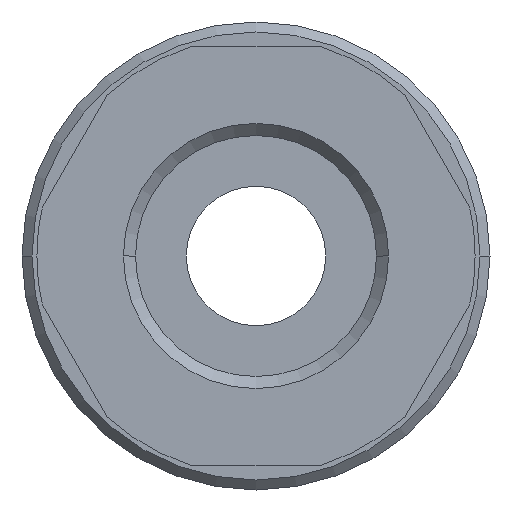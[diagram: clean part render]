
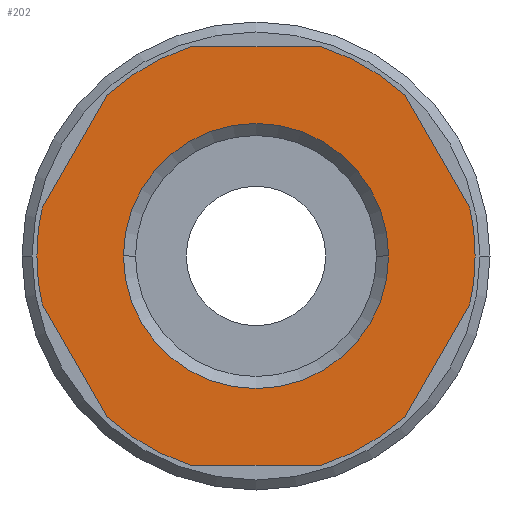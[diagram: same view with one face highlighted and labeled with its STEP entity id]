
A CAD part, front view. The second image highlights one B-rep face of the part: STEP entity #202.
In plain terms, the highlighted planar face has unit normal (0, -1, 0).
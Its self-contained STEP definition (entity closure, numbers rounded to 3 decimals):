
#202=ADVANCED_FACE('',(#469,#470),#471,.T.);
#469=FACE_BOUND('',#800,.T.);
#470=FACE_OUTER_BOUND('',#801,.T.);
#471=PLANE('',#802);
#800=EDGE_LOOP('',(#1311,#1312));
#801=EDGE_LOOP('',(#1313,#1314,#1315,#1316,#1317,#1318,#1319,#1320,#1321,#1322,#1323,#1324,#1325,#1326));
#802=AXIS2_PLACEMENT_3D('',#1327,#1328,#1329);
#1311=ORIENTED_EDGE('',*,*,#2044,.T.);
#1312=ORIENTED_EDGE('',*,*,#2045,.T.);
#1313=ORIENTED_EDGE('',*,*,#2022,.T.);
#1314=ORIENTED_EDGE('',*,*,#1909,.F.);
#1315=ORIENTED_EDGE('',*,*,#2046,.T.);
#1316=ORIENTED_EDGE('',*,*,#2047,.F.);
#1317=ORIENTED_EDGE('',*,*,#1982,.T.);
#1318=ORIENTED_EDGE('',*,*,#2048,.F.);
#1319=ORIENTED_EDGE('',*,*,#1939,.F.);
#1320=ORIENTED_EDGE('',*,*,#2001,.T.);
#1321=ORIENTED_EDGE('',*,*,#2049,.F.);
#1322=ORIENTED_EDGE('',*,*,#1902,.T.);
#1323=ORIENTED_EDGE('',*,*,#1900,.F.);
#1324=ORIENTED_EDGE('',*,*,#2050,.T.);
#1325=ORIENTED_EDGE('',*,*,#1962,.F.);
#1326=ORIENTED_EDGE('',*,*,#2051,.F.);
#1327=CARTESIAN_POINT('',(5.5,0.0,0.0));
#1328=DIRECTION('',(-0.0,-1.0,-0.0));
#1329=DIRECTION('',(-1.0,0.0,0.0));
#1900=EDGE_CURVE('',#2248,#2243,#2250,.T.);
#1902=EDGE_CURVE('',#2252,#2243,#2253,.T.);
#1909=EDGE_CURVE('',#2263,#2258,#2265,.T.);
#1939=EDGE_CURVE('',#2315,#2310,#2317,.T.);
#1962=EDGE_CURVE('',#2354,#2356,#2357,.T.);
#1982=EDGE_CURVE('',#2391,#2388,#2392,.T.);
#2001=EDGE_CURVE('',#2315,#2418,#2421,.T.);
#2022=EDGE_CURVE('',#2451,#2258,#2452,.T.);
#2044=EDGE_CURVE('',#2479,#2480,#2481,.T.);
#2045=EDGE_CURVE('',#2480,#2479,#2482,.T.);
#2046=EDGE_CURVE('',#2263,#2483,#2484,.T.);
#2047=EDGE_CURVE('',#2391,#2483,#2485,.T.);
#2048=EDGE_CURVE('',#2310,#2388,#2486,.T.);
#2049=EDGE_CURVE('',#2252,#2418,#2487,.T.);
#2050=EDGE_CURVE('',#2248,#2356,#2488,.T.);
#2051=EDGE_CURVE('',#2451,#2354,#2489,.T.);
#2243=VERTEX_POINT('',#2711);
#2248=VERTEX_POINT('',#2717);
#2250=CIRCLE('',#2720,11.0);
#2252=VERTEX_POINT('',#2722);
#2253=LINE('',#2723,#2724);
#2258=VERTEX_POINT('',#2731);
#2263=VERTEX_POINT('',#2737);
#2265=CIRCLE('',#2740,11.0);
#2310=VERTEX_POINT('',#2793);
#2315=VERTEX_POINT('',#2799);
#2317=CIRCLE('',#2802,11.0);
#2354=VERTEX_POINT('',#2891);
#2356=VERTEX_POINT('',#2894);
#2357=CIRCLE('',#2895,11.0);
#2388=VERTEX_POINT('',#2929);
#2391=VERTEX_POINT('',#2933);
#2392=LINE('',#2934,#2935);
#2418=VERTEX_POINT('',#2989);
#2421=LINE('',#2993,#2994);
#2451=VERTEX_POINT('',#3039);
#2452=LINE('',#3040,#3041);
#2479=VERTEX_POINT('',#3078);
#2480=VERTEX_POINT('',#3079);
#2481=CIRCLE('',#3080,6.655);
#2482=CIRCLE('',#3081,6.655);
#2483=VERTEX_POINT('',#3082);
#2484=LINE('',#3083,#3084);
#2485=CIRCLE('',#3085,11.0);
#2486=CIRCLE('',#3086,11.0);
#2487=CIRCLE('',#3087,11.0);
#2488=LINE('',#3088,#3089);
#2489=CIRCLE('',#3090,11.0);
#2711=CARTESIAN_POINT('',(-3.279,0.0,10.5));
#2717=CARTESIAN_POINT('',(-7.454,0.0,8.089));
#2720=AXIS2_PLACEMENT_3D('',#3522,#3523,#3524);
#2722=CARTESIAN_POINT('',(3.279,0.0,10.5));
#2723=CARTESIAN_POINT('',(2.75,0.0,10.5));
#2724=VECTOR('',#3525,1.0);
#2731=CARTESIAN_POINT('',(-7.454,0.0,-8.089));
#2737=CARTESIAN_POINT('',(-3.279,0.0,-10.5));
#2740=AXIS2_PLACEMENT_3D('',#3533,#3534,#3535);
#2793=CARTESIAN_POINT('',(11.0,0.0,0.));
#2799=CARTESIAN_POINT('',(10.733,0.0,2.411));
#2802=AXIS2_PLACEMENT_3D('',#3585,#3586,#3587);
#2891=CARTESIAN_POINT('',(-11.0,0.0,0.));
#2894=CARTESIAN_POINT('',(-10.733,0.0,2.411));
#2895=AXIS2_PLACEMENT_3D('',#3609,#3610,#3611);
#2929=CARTESIAN_POINT('',(10.733,0.0,-2.411));
#2933=CARTESIAN_POINT('',(7.454,0.0,-8.089));
#2934=CARTESIAN_POINT('',(9.781,0.0,-4.059));
#2935=VECTOR('',#3652,1.0);
#2989=CARTESIAN_POINT('',(7.454,0.0,8.089));
#2993=CARTESIAN_POINT('',(9.781,0.0,4.059));
#2994=VECTOR('',#3675,1.0);
#3039=CARTESIAN_POINT('',(-10.733,0.0,-2.411));
#3040=CARTESIAN_POINT('',(-8.406,0.0,-6.441));
#3041=VECTOR('',#3707,1.0);
#3078=CARTESIAN_POINT('',(-6.655,0.0,0.));
#3079=CARTESIAN_POINT('',(6.655,0.0,0.));
#3080=AXIS2_PLACEMENT_3D('',#3733,#3734,#3735);
#3081=AXIS2_PLACEMENT_3D('',#3736,#3737,#3738);
#3082=CARTESIAN_POINT('',(3.279,0.0,-10.5));
#3083=CARTESIAN_POINT('',(2.75,0.0,-10.5));
#3084=VECTOR('',#3739,1.0);
#3085=AXIS2_PLACEMENT_3D('',#3740,#3741,#3742);
#3086=AXIS2_PLACEMENT_3D('',#3743,#3744,#3745);
#3087=AXIS2_PLACEMENT_3D('',#3746,#3747,#3748);
#3088=CARTESIAN_POINT('',(-8.406,0.0,6.441));
#3089=VECTOR('',#3749,1.0);
#3090=AXIS2_PLACEMENT_3D('',#3750,#3751,#3752);
#3522=CARTESIAN_POINT('',(0.0,0.0,0.0));
#3523=DIRECTION('',(-0.0,1.0,0.0));
#3524=DIRECTION('',(1.0,0.0,0.0));
#3525=DIRECTION('',(-1.0,0.0,0.));
#3533=CARTESIAN_POINT('',(0.0,0.0,0.0));
#3534=DIRECTION('',(-0.0,1.0,0.0));
#3535=DIRECTION('',(1.0,0.0,0.0));
#3585=CARTESIAN_POINT('',(0.0,0.0,0.0));
#3586=DIRECTION('',(-0.0,1.0,0.0));
#3587=DIRECTION('',(1.0,0.0,0.0));
#3609=CARTESIAN_POINT('',(0.0,0.0,0.0));
#3610=DIRECTION('',(-0.0,1.0,0.0));
#3611=DIRECTION('',(1.0,0.0,0.0));
#3652=DIRECTION('',(0.5,-0.0,0.866));
#3675=DIRECTION('',(-0.5,0.0,0.866));
#3707=DIRECTION('',(0.5,0.0,-0.866));
#3733=CARTESIAN_POINT('',(0.0,0.0,0.0));
#3734=DIRECTION('',(-0.0,1.0,0.0));
#3735=DIRECTION('',(1.0,0.0,0.0));
#3736=CARTESIAN_POINT('',(0.0,0.0,0.0));
#3737=DIRECTION('',(-0.0,1.0,0.0));
#3738=DIRECTION('',(1.0,0.0,0.0));
#3739=DIRECTION('',(1.0,-0.0,0.0));
#3740=CARTESIAN_POINT('',(0.0,0.0,0.0));
#3741=DIRECTION('',(-0.0,1.0,0.0));
#3742=DIRECTION('',(1.0,0.0,0.0));
#3743=CARTESIAN_POINT('',(0.0,0.0,0.0));
#3744=DIRECTION('',(-0.0,1.0,0.0));
#3745=DIRECTION('',(1.0,0.0,0.0));
#3746=CARTESIAN_POINT('',(0.0,0.0,0.0));
#3747=DIRECTION('',(-0.0,1.0,0.0));
#3748=DIRECTION('',(1.0,0.0,0.0));
#3749=DIRECTION('',(-0.5,0.0,-0.866));
#3750=CARTESIAN_POINT('',(0.0,0.0,0.0));
#3751=DIRECTION('',(-0.0,1.0,0.0));
#3752=DIRECTION('',(1.0,0.0,0.0));
